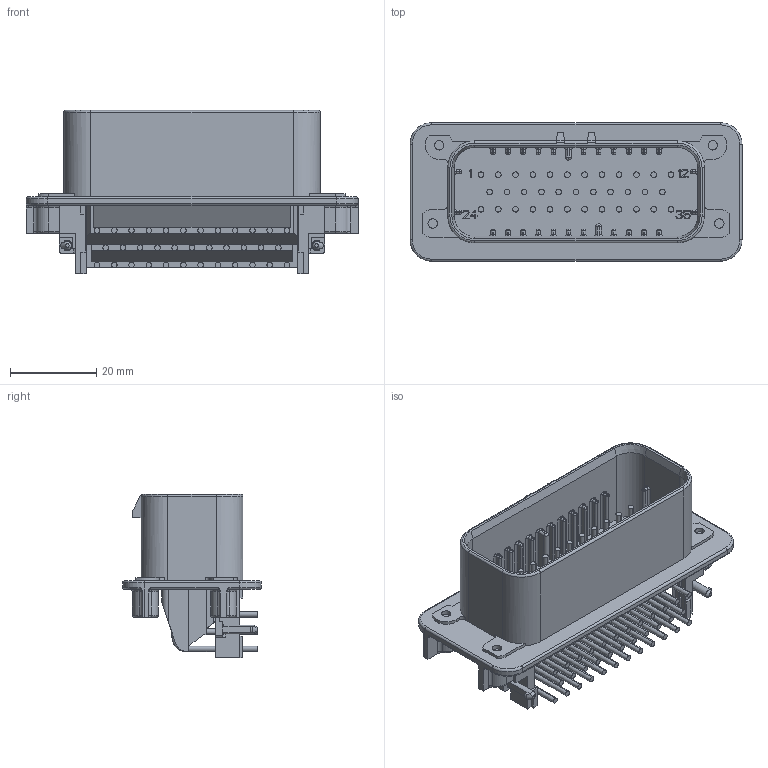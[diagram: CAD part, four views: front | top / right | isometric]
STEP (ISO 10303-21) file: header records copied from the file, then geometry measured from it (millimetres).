
FILE_DESCRIPTION((''),'2;1');
FILE_NAME('C-776180-1','2015-06-30T',('workeradm'),('Tyco Electronics Ltd.'),'PRO/ENGINEER BY PARAMETRIC TECHNOLOGY CORPORATION, 2014090','PRO/ENGINEER BY PARAMETRIC TECHNOLOGY CORPORATION, 2014090','');
FILE_SCHEMA(('AUTOMOTIVE_DESIGN { 1 0 10303 214 1 1 1 1 }'));
Length unit declared in the file: millimetre
Products named in the file (1): C-776180-1
Bounding box: 76.9 x 32.1 x 37.8 mm (x, y, z)
Volume: 19690.7 mm3; surface area: 17417.7 mm2
Topology: 1 solids, 1 shells, 1142 faces, 2901 edges, 1846 vertices
Faces by surface type: plane 519, cylinder 443, torus 105, sphere 52, bspline 15, cone 8
Entity records: 41586 total; most frequent: CARTESIAN_POINT 13440, DIRECTION 5959, ORIENTED_EDGE 5802, EDGE_CURVE 2901, AXIS2_PLACEMENT_3D 2127, VERTEX_POINT 1846, VECTOR 1705, LINE 1705
